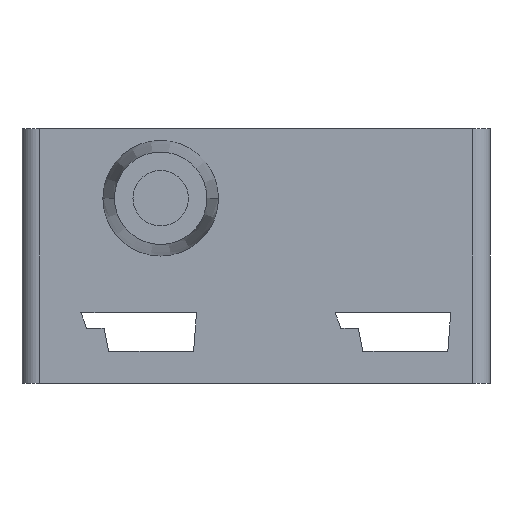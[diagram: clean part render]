
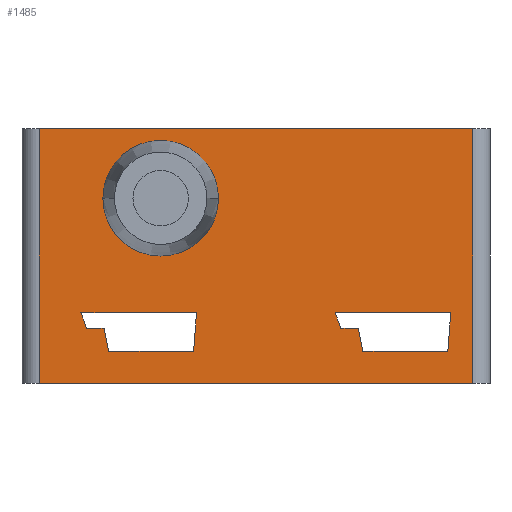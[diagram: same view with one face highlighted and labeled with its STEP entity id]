
A CAD part, left-side view. The second image highlights one B-rep face of the part: STEP entity #1485.
In plain terms, the highlighted planar face has unit normal (-1, 0, 0).
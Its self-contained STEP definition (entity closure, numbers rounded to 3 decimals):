
#53=DIRECTION('',(0.,-1.,0.));
#54=VECTOR('',#53,37.5);
#55=CARTESIAN_POINT('',(0.,39.,0.));
#56=LINE('',#55,#54);
#166=DIRECTION('',(0.,0.,-1.));
#167=VECTOR('',#166,22.);
#168=CARTESIAN_POINT('',(0.,39.,22.));
#169=LINE('',#168,#167);
#170=DIRECTION('',(0.,0.,-1.));
#171=VECTOR('',#170,22.);
#172=CARTESIAN_POINT('',(0.,1.5,22.));
#173=LINE('',#172,#171);
#174=CARTESIAN_POINT('',(0.,28.5,16.));
#175=DIRECTION('',(1.,0.,0.));
#176=DIRECTION('',(0.,1.,0.));
#177=AXIS2_PLACEMENT_3D('',#174,#175,#176);
#179=CARTESIAN_POINT('',(0.,28.5,16.));
#180=DIRECTION('',(1.,0.,0.));
#181=DIRECTION('',(0.,-1.,0.));
#182=AXIS2_PLACEMENT_3D('',#179,#180,#181);
#184=DIRECTION('',(0.,-1.,0.));
#185=VECTOR('',#184,1.5);
#186=CARTESIAN_POINT('',(0.,34.9,4.75));
#187=LINE('',#186,#185);
#188=DIRECTION('',(0.,-0.196,-0.981));
#189=VECTOR('',#188,2.04);
#190=CARTESIAN_POINT('',(0.,33.4,4.75));
#191=LINE('',#190,#189);
#192=DIRECTION('',(0.,-1.,0.));
#193=VECTOR('',#192,7.35);
#194=CARTESIAN_POINT('',(0.,33.,2.75));
#195=LINE('',#194,#193);
#196=DIRECTION('',(0.,-0.075,0.997));
#197=VECTOR('',#196,3.339);
#198=CARTESIAN_POINT('',(0.,25.65,2.75));
#199=LINE('',#198,#197);
#200=DIRECTION('',(0.,1.,0.));
#201=VECTOR('',#200,10.);
#202=CARTESIAN_POINT('',(0.,25.4,6.08));
#203=LINE('',#202,#201);
#204=DIRECTION('',(0.,-0.352,-0.936));
#205=VECTOR('',#204,1.421);
#206=CARTESIAN_POINT('',(0.,35.4,6.08));
#207=LINE('',#206,#205);
#208=DIRECTION('',(0.,-1.,0.));
#209=VECTOR('',#208,1.5);
#210=CARTESIAN_POINT('',(0.,12.9,4.75));
#211=LINE('',#210,#209);
#212=DIRECTION('',(0.,-0.196,-0.981));
#213=VECTOR('',#212,2.04);
#214=CARTESIAN_POINT('',(0.,11.4,4.75));
#215=LINE('',#214,#213);
#216=DIRECTION('',(0.,-1.,0.));
#217=VECTOR('',#216,7.35);
#218=CARTESIAN_POINT('',(0.,11.,2.75));
#219=LINE('',#218,#217);
#220=DIRECTION('',(0.,-0.075,0.997));
#221=VECTOR('',#220,3.339);
#222=CARTESIAN_POINT('',(0.,3.65,2.75));
#223=LINE('',#222,#221);
#224=DIRECTION('',(0.,1.,0.));
#225=VECTOR('',#224,10.);
#226=CARTESIAN_POINT('',(0.,3.4,6.08));
#227=LINE('',#226,#225);
#228=DIRECTION('',(0.,-0.352,-0.936));
#229=VECTOR('',#228,1.421);
#230=CARTESIAN_POINT('',(0.,13.4,6.08));
#231=LINE('',#230,#229);
#264=DIRECTION('',(0.,-1.,0.));
#265=VECTOR('',#264,37.5);
#266=CARTESIAN_POINT('',(0.,39.,22.));
#267=LINE('',#266,#265);
#1034=CARTESIAN_POINT('',(0.,39.,0.));
#1036=VERTEX_POINT('',#1034);
#1040=CARTESIAN_POINT('',(0.,39.,22.));
#1041=VERTEX_POINT('',#1040);
#1059=CARTESIAN_POINT('',(0.,1.5,0.));
#1061=VERTEX_POINT('',#1059);
#1062=CARTESIAN_POINT('',(0.,1.5,22.));
#1063=VERTEX_POINT('',#1062);
#1070=CARTESIAN_POINT('',(0.,33.5,16.));
#1071=CARTESIAN_POINT('',(0.,23.5,16.));
#1072=VERTEX_POINT('',#1070);
#1073=VERTEX_POINT('',#1071);
#1094=CARTESIAN_POINT('',(0.,34.9,4.75));
#1095=CARTESIAN_POINT('',(0.,33.4,4.75));
#1096=VERTEX_POINT('',#1094);
#1097=VERTEX_POINT('',#1095);
#1098=CARTESIAN_POINT('',(0.,33.,2.75));
#1099=VERTEX_POINT('',#1098);
#1100=CARTESIAN_POINT('',(0.,25.65,2.75));
#1101=VERTEX_POINT('',#1100);
#1102=CARTESIAN_POINT('',(0.,25.4,6.08));
#1103=VERTEX_POINT('',#1102);
#1104=CARTESIAN_POINT('',(0.,35.4,6.08));
#1105=VERTEX_POINT('',#1104);
#1118=CARTESIAN_POINT('',(0.,12.9,4.75));
#1119=CARTESIAN_POINT('',(0.,11.4,4.75));
#1120=VERTEX_POINT('',#1118);
#1121=VERTEX_POINT('',#1119);
#1122=CARTESIAN_POINT('',(0.,11.,2.75));
#1123=VERTEX_POINT('',#1122);
#1124=CARTESIAN_POINT('',(0.,3.65,2.75));
#1125=VERTEX_POINT('',#1124);
#1126=CARTESIAN_POINT('',(0.,3.4,6.08));
#1127=VERTEX_POINT('',#1126);
#1128=CARTESIAN_POINT('',(0.,13.4,6.08));
#1129=VERTEX_POINT('',#1128);
#1439=CARTESIAN_POINT('',(0.,40.5,0.));
#1440=DIRECTION('',(-1.,0.,0.));
#1441=DIRECTION('',(0.,-1.,0.));
#1442=AXIS2_PLACEMENT_3D('',#1439,#1440,#1441);
#1443=PLANE('',#1442);
#1444=ORIENTED_EDGE('',*,*,#1273,.F.);
#1446=ORIENTED_EDGE('',*,*,#1445,.T.);
#1447=ORIENTED_EDGE('',*,*,#1424,.T.);
#1448=ORIENTED_EDGE('',*,*,#1233,.F.);
#1449=EDGE_LOOP('',(#1444,#1446,#1447,#1448));
#1450=FACE_OUTER_BOUND('',#1449,.F.);
#1452=ORIENTED_EDGE('',*,*,#1451,.F.);
#1454=ORIENTED_EDGE('',*,*,#1453,.F.);
#1455=EDGE_LOOP('',(#1452,#1454));
#1456=FACE_BOUND('',#1455,.F.);
#1458=ORIENTED_EDGE('',*,*,#1457,.T.);
#1460=ORIENTED_EDGE('',*,*,#1459,.T.);
#1462=ORIENTED_EDGE('',*,*,#1461,.T.);
#1464=ORIENTED_EDGE('',*,*,#1463,.T.);
#1466=ORIENTED_EDGE('',*,*,#1465,.T.);
#1468=ORIENTED_EDGE('',*,*,#1467,.T.);
#1469=EDGE_LOOP('',(#1458,#1460,#1462,#1464,#1466,#1468));
#1470=FACE_BOUND('',#1469,.F.);
#1472=ORIENTED_EDGE('',*,*,#1471,.T.);
#1474=ORIENTED_EDGE('',*,*,#1473,.T.);
#1476=ORIENTED_EDGE('',*,*,#1475,.T.);
#1478=ORIENTED_EDGE('',*,*,#1477,.T.);
#1480=ORIENTED_EDGE('',*,*,#1479,.T.);
#1482=ORIENTED_EDGE('',*,*,#1481,.T.);
#1483=EDGE_LOOP('',(#1472,#1474,#1476,#1478,#1480,#1482));
#1484=FACE_BOUND('',#1483,.F.);
#1485=ADVANCED_FACE('',(#1450,#1456,#1470,#1484),#1443,.T.);
#178=CIRCLE('',#177,5.);
#183=CIRCLE('',#182,5.);
#1233=EDGE_CURVE('',#1036,#1061,#56,.T.);
#1273=EDGE_CURVE('',#1041,#1036,#169,.T.);
#1424=EDGE_CURVE('',#1063,#1061,#173,.T.);
#1445=EDGE_CURVE('',#1041,#1063,#267,.T.);
#1451=EDGE_CURVE('',#1072,#1073,#178,.T.);
#1453=EDGE_CURVE('',#1073,#1072,#183,.T.);
#1457=EDGE_CURVE('',#1096,#1097,#187,.T.);
#1459=EDGE_CURVE('',#1097,#1099,#191,.T.);
#1461=EDGE_CURVE('',#1099,#1101,#195,.T.);
#1463=EDGE_CURVE('',#1101,#1103,#199,.T.);
#1465=EDGE_CURVE('',#1103,#1105,#203,.T.);
#1467=EDGE_CURVE('',#1105,#1096,#207,.T.);
#1471=EDGE_CURVE('',#1120,#1121,#211,.T.);
#1473=EDGE_CURVE('',#1121,#1123,#215,.T.);
#1475=EDGE_CURVE('',#1123,#1125,#219,.T.);
#1477=EDGE_CURVE('',#1125,#1127,#223,.T.);
#1479=EDGE_CURVE('',#1127,#1129,#227,.T.);
#1481=EDGE_CURVE('',#1129,#1120,#231,.T.);
